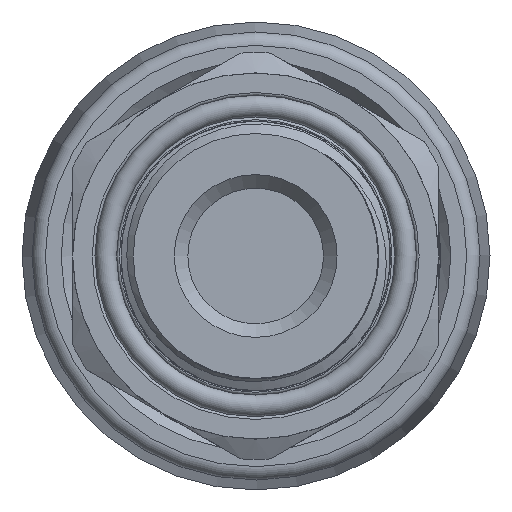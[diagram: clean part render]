
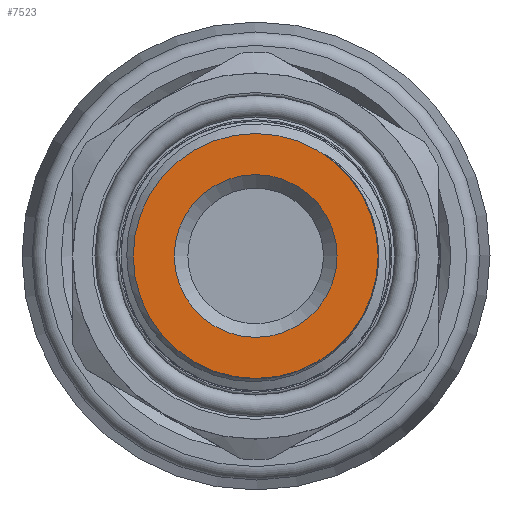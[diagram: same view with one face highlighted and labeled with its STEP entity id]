
A CAD part, left-side view. The second image highlights one B-rep face of the part: STEP entity #7523.
In plain terms, the highlighted face is planar.
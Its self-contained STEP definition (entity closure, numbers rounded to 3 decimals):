
#915=FACE_BOUND('',#2705,.T.);
#1818=PLANE('',#7943);
#2239=FACE_OUTER_BOUND('',#2704,.T.);
#2704=EDGE_LOOP('',(#7019));
#2705=EDGE_LOOP('',(#7020));
#2896=CIRCLE('',#7924,9.027);
#2899=CIRCLE('',#7944,6.);
#3653=VERTEX_POINT('',#26786);
#3656=VERTEX_POINT('',#28018);
#4764=EDGE_CURVE('',#3653,#3653,#2896,.T.);
#4786=EDGE_CURVE('',#3656,#3656,#2899,.T.);
#7019=ORIENTED_EDGE('',*,*,#4764,.T.);
#7020=ORIENTED_EDGE('',*,*,#4786,.F.);
#7523=ADVANCED_FACE('',(#2239,#915),#1818,.T.);
#7924=AXIS2_PLACEMENT_3D('',#26788,#8964,#8965);
#7943=AXIS2_PLACEMENT_3D('',#28017,#9014,#9015);
#7944=AXIS2_PLACEMENT_3D('',#28019,#9016,#9017);
#8964=DIRECTION('center_axis',(1.,0.,0.));
#8965=DIRECTION('ref_axis',(0.,1.,0.));
#9014=DIRECTION('center_axis',(1.,0.,0.));
#9015=DIRECTION('ref_axis',(0.,0.,-1.));
#9016=DIRECTION('center_axis',(1.,0.,0.));
#9017=DIRECTION('ref_axis',(0.,0.,-1.));
#26786=CARTESIAN_POINT('',(0.,-9.027,0.));
#26788=CARTESIAN_POINT('Origin',(0.,0.,0.));
#28017=CARTESIAN_POINT('Origin',(0.,6.,0.));
#28018=CARTESIAN_POINT('',(0.,-6.,0.));
#28019=CARTESIAN_POINT('Origin',(0.,0.,
0.));
